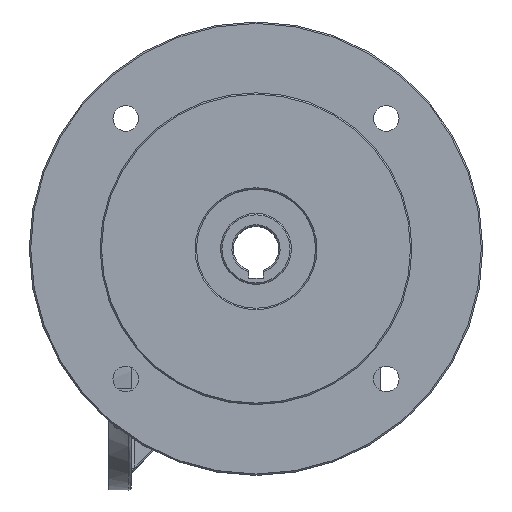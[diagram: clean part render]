
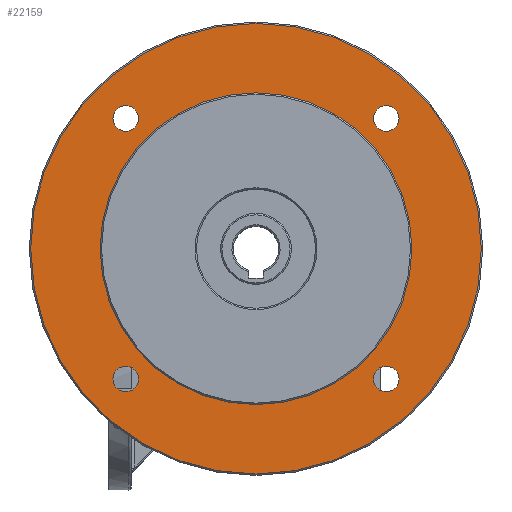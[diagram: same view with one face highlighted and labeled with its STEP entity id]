
A CAD part, top view. The second image highlights one B-rep face of the part: STEP entity #22159.
In plain terms, the highlighted free-form (B-spline) face has degree [1, 1] with [2, 2] control points.
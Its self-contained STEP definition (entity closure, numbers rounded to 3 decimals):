
#22073=CARTESIAN_POINT('',(52.,-39.5,75.));
#22074=VERTEX_POINT('',#22073);
#22075=CARTESIAN_POINT('',(52.0,40.,75.));
#22076=DIRECTION('',(0.0,0.0,1.0));
#22077=DIRECTION('',(0.0,1.0,0.0));
#22078=AXIS2_PLACEMENT_3D('',#22075,#22076,#22077);
#22079=CIRCLE('',#22078,79.5);
#22080=EDGE_CURVE('',#22074,#22074,#22079,.T.);
#22096=CARTESIAN_POINT('',(131.5,119.5,75.));
#22097=CARTESIAN_POINT('',(-27.5,119.5,75.));
#22098=CARTESIAN_POINT('',(131.5,-39.5,75.));
#22099=CARTESIAN_POINT('',(-27.5,-39.5,75.));
#22100=B_SPLINE_SURFACE_WITH_KNOTS('',1,1,((#22096,#22098),(#22097,#22099)),.UNSPECIFIED.,.F.,.F.,.U.,(2,2),(2,2),(0.0,159.0),(0.0,159.0),.UNSPECIFIED.);
#22101=ORIENTED_EDGE('',*,*,#22080,.T.);
#22102=EDGE_LOOP('',(#22101));
#22103=FACE_OUTER_BOUND('',#22102,.T.);
#22104=CARTESIAN_POINT('',(52.0,-15.,75.0));
#22105=VERTEX_POINT('',#22104);
#22106=CARTESIAN_POINT('',(52.0,40.,75.));
#22107=DIRECTION('',(0.0,0.0,1.0));
#22108=DIRECTION('',(0.0,-1.0,0.0));
#22109=AXIS2_PLACEMENT_3D('',#22106,#22107,#22108);
#22110=CIRCLE('',#22109,55.);
#22111=EDGE_CURVE('',#22105,#22105,#22110,.T.);
#22112=ORIENTED_EDGE('',*,*,#22111,.F.);
#22113=EDGE_LOOP('',(#22112));
#22114=FACE_BOUND('',#22113,.T.);
#22115=CARTESIAN_POINT('',(93.462,85.962,75.0));
#22116=VERTEX_POINT('',#22115);
#22117=CARTESIAN_POINT('',(97.962,85.962,75.0));
#22118=DIRECTION('',(0.0,0.0,1.0));
#22119=DIRECTION('',(-1.0,0.0,0.0));
#22120=AXIS2_PLACEMENT_3D('',#22117,#22118,#22119);
#22121=CIRCLE('',#22120,4.5);
#22122=EDGE_CURVE('',#22116,#22116,#22121,.T.);
#22123=ORIENTED_EDGE('',*,*,#22122,.F.);
#22124=EDGE_LOOP('',(#22123));
#22125=FACE_BOUND('',#22124,.T.);
#22126=CARTESIAN_POINT('',(1.538,-5.962,75.));
#22127=VERTEX_POINT('',#22126);
#22128=CARTESIAN_POINT('',(6.038,-5.962,75.));
#22129=DIRECTION('',(0.0,0.0,1.0));
#22130=DIRECTION('',(-1.0,0.0,0.0));
#22131=AXIS2_PLACEMENT_3D('',#22128,#22129,#22130);
#22132=CIRCLE('',#22131,4.5);
#22133=EDGE_CURVE('',#22127,#22127,#22132,.T.);
#22134=ORIENTED_EDGE('',*,*,#22133,.F.);
#22135=EDGE_LOOP('',(#22134));
#22136=FACE_BOUND('',#22135,.T.);
#22137=CARTESIAN_POINT('',(1.538,85.962,75.0));
#22138=VERTEX_POINT('',#22137);
#22139=CARTESIAN_POINT('',(6.038,85.962,75.0));
#22140=DIRECTION('',(0.0,0.0,1.0));
#22141=DIRECTION('',(-1.0,0.0,0.0));
#22142=AXIS2_PLACEMENT_3D('',#22139,#22140,#22141);
#22143=CIRCLE('',#22142,4.5);
#22144=EDGE_CURVE('',#22138,#22138,#22143,.T.);
#22145=ORIENTED_EDGE('',*,*,#22144,.F.);
#22146=EDGE_LOOP('',(#22145));
#22147=FACE_BOUND('',#22146,.T.);
#22148=CARTESIAN_POINT('',(93.462,-5.962,75.));
#22149=VERTEX_POINT('',#22148);
#22150=CARTESIAN_POINT('',(97.962,-5.962,75.));
#22151=DIRECTION('',(0.0,0.0,1.0));
#22152=DIRECTION('',(-1.0,0.0,0.0));
#22153=AXIS2_PLACEMENT_3D('',#22150,#22151,#22152);
#22154=CIRCLE('',#22153,4.5);
#22155=EDGE_CURVE('',#22149,#22149,#22154,.T.);
#22156=ORIENTED_EDGE('',*,*,#22155,.F.);
#22157=EDGE_LOOP('',(#22156));
#22158=FACE_BOUND('',#22157,.T.);
#22159=ADVANCED_FACE('',(#22103,#22114,#22125,#22136,#22147,#22158),#22100,.T.);
